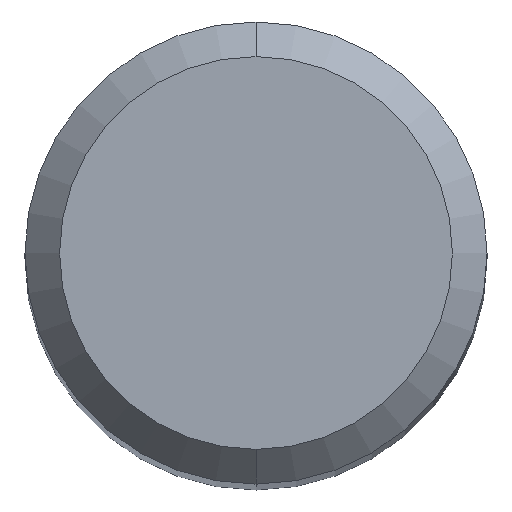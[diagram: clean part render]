
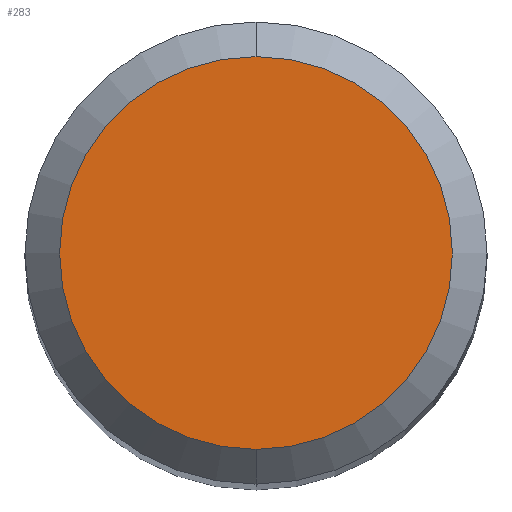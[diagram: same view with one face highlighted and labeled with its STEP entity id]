
A CAD part, top view. The second image highlights one B-rep face of the part: STEP entity #283.
In plain terms, the highlighted planar face has unit normal (0, 0, 1).
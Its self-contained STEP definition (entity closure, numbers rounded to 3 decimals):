
#245=VERTEX_POINT('',#557);
#259=VERTEX_POINT('',#572);
#283=ADVANCED_FACE('',(#598),#599,.T.);
#333=EDGE_CURVE('',#245,#259,#653,.T.);
#461=EDGE_CURVE('',#259,#245,#798,.T.);
#557=CARTESIAN_POINT('',(0.0,1.7,0.0));
#572=CARTESIAN_POINT('',(0.,-1.7,0.0));
#598=FACE_OUTER_BOUND('',#1053,.T.);
#599=PLANE('',#1054);
#653=CIRCLE('',#1178,1.7);
#798=CIRCLE('',#1441,1.7);
#1053=EDGE_LOOP('',(#1546,#1547));
#1054=AXIS2_PLACEMENT_3D('',#1548,#1549,#1550);
#1178=AXIS2_PLACEMENT_3D('',#1604,#1605,#1606);
#1441=AXIS2_PLACEMENT_3D('',#1802,#1803,#1804);
#1546=ORIENTED_EDGE('',*,*,#333,.F.);
#1547=ORIENTED_EDGE('',*,*,#461,.F.);
#1548=CARTESIAN_POINT('',(0.0,0.85,0.0));
#1549=DIRECTION('',(-0.0,0.0,1.0));
#1550=DIRECTION('',(0.0,-1.0,0.0));
#1604=CARTESIAN_POINT('',(0.0,0.0,0.0));
#1605=DIRECTION('',(0.0,0.0,-1.0));
#1606=DIRECTION('',(0.0,1.0,0.0));
#1802=CARTESIAN_POINT('',(0.0,0.0,0.0));
#1803=DIRECTION('',(0.0,0.0,-1.0));
#1804=DIRECTION('',(0.0,1.0,0.0));
